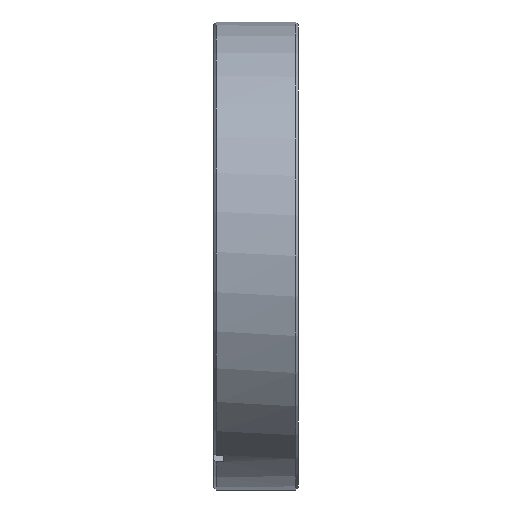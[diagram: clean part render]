
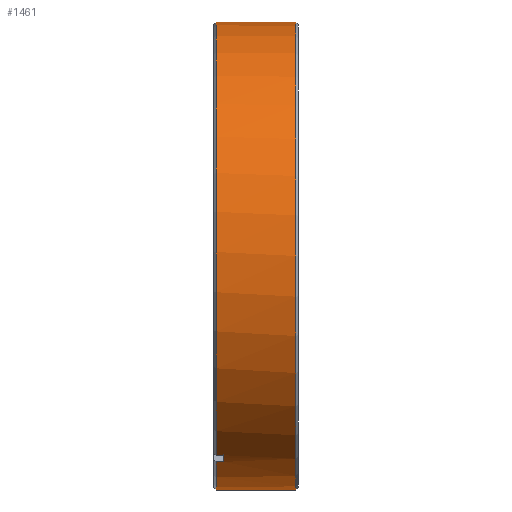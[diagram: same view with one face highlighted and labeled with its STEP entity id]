
A CAD part, left-side view. The second image highlights one B-rep face of the part: STEP entity #1461.
In plain terms, the highlighted cylindrical face has radius 35 mm (diameter 70 mm), a partial arc.
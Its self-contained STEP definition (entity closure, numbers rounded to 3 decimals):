
#68 = AXIS2_PLACEMENT_3D ( 'NONE', #910, #898, #916 ) ;
#293 = CARTESIAN_POINT ( 'NONE',  ( -18.359, 31.392, -29.799 ) ) ;
#298 = LINE ( 'NONE', #293, #599 ) ;
#302 = DIRECTION ( 'NONE',  ( 0., 1., 0. ) ) ;
#337 = CARTESIAN_POINT ( 'NONE',  ( -16.627, 31.392, -30.799 ) ) ;
#342 = LINE ( 'NONE', #337, #1294 ) ;
#343 = CARTESIAN_POINT ( 'NONE',  ( 0., 0.4, 0. ) ) ;
#344 = DIRECTION ( 'NONE',  ( 0., 1., 0. ) ) ;
#345 = DIRECTION ( 'NONE',  ( 0., 0., -1. ) ) ;
#346 = DIRECTION ( 'NONE',  ( 0., -1., 0. ) ) ;
#354 = CARTESIAN_POINT ( 'NONE',  ( 0., 11.2, 0. ) ) ;
#355 = DIRECTION ( 'NONE',  ( 0., 1., 0. ) ) ;
#356 = DIRECTION ( 'NONE',  ( 0., 0., -1. ) ) ;
#599 = VECTOR ( 'NONE', #302, 1000. ) ;
#797 = EDGE_CURVE ( 'NONE', #1506, #1508, #298, .T. ) ;
#811 = EDGE_CURVE ( 'NONE', #1551, #1550, #1293, .T. ) ;
#812 = EDGE_CURVE ( 'NONE', #1556, #1502, #342, .T. ) ;
#815 = EDGE_CURVE ( 'NONE', #1502, #1506, #1300, .T. ) ;
#826 = EDGE_CURVE ( 'NONE', #1555, #1508, #1317, .T. ) ;
#828 = EDGE_CURVE ( 'NONE', #1551, #1554, #1766, .T. ) ;
#829 = EDGE_CURVE ( 'NONE', #1550, #1555, #1765, .T. ) ;
#898 = DIRECTION ( 'NONE',  ( 0., 1., 0. ) ) ;
#910 = CARTESIAN_POINT ( 'NONE',  ( 0., 31.392, 0. ) ) ;
#913 = CYLINDRICAL_SURFACE ( 'NONE', #68, 35. ) ;
#914 = FACE_OUTER_BOUND ( 'NONE', #1127, .T. ) ;
#916 = DIRECTION ( 'NONE',  ( 0., 0., 1. ) ) ;
#1019 = CARTESIAN_POINT ( 'NONE',  ( -16.627, 11.2, -30.799 ) ) ;
#1021 = CARTESIAN_POINT ( 'NONE',  ( -18.359, 11.2, -29.799 ) ) ;
#1022 = CARTESIAN_POINT ( 'NONE',  ( -18.359, 12.3, -29.799 ) ) ;
#1064 = CARTESIAN_POINT ( 'NONE',  ( 0., 0.4, 35. ) ) ;
#1065 = CARTESIAN_POINT ( 'NONE',  ( 0., 0.4, -35. ) ) ;
#1068 = CARTESIAN_POINT ( 'NONE',  ( 0., 12.3, -35. ) ) ;
#1069 = CARTESIAN_POINT ( 'NONE',  ( 0., 12.3, 35. ) ) ;
#1070 = CARTESIAN_POINT ( 'NONE',  ( -16.627, 12.3, -30.799 ) ) ;
#1127 = EDGE_LOOP ( 'NONE', ( #1236, #1233, #1234, #1260, #1240, #1238, #1244, #1247 ) ) ;
#1233 = ORIENTED_EDGE ( 'NONE', *, *, #811, .T. ) ;
#1234 = ORIENTED_EDGE ( 'NONE', *, *, #829, .T. ) ;
#1236 = ORIENTED_EDGE ( 'NONE', *, *, #828, .F. ) ;
#1238 = ORIENTED_EDGE ( 'NONE', *, *, #815, .F. ) ;
#1240 = ORIENTED_EDGE ( 'NONE', *, *, #797, .F. ) ;
#1244 = ORIENTED_EDGE ( 'NONE', *, *, #812, .F. ) ;
#1247 = ORIENTED_EDGE ( 'NONE', *, *, #1440, .T. ) ;
#1260 = ORIENTED_EDGE ( 'NONE', *, *, #826, .T. ) ;
#1293 = CIRCLE ( 'NONE', #1297, 35. ) ;
#1294 = VECTOR ( 'NONE', #346, 1000. ) ;
#1297 = AXIS2_PLACEMENT_3D ( 'NONE', #343, #344, #345 ) ;
#1300 = CIRCLE ( 'NONE', #1303, 35. ) ;
#1303 = AXIS2_PLACEMENT_3D ( 'NONE', #354, #355, #356 ) ;
#1317 = CIRCLE ( 'NONE', #1322, 35. ) ;
#1319 = VECTOR ( 'NONE', #1770, 1000. ) ;
#1322 = AXIS2_PLACEMENT_3D ( 'NONE', #1762, #1763, #1764 ) ;
#1323 = VECTOR ( 'NONE', #1772, 1000. ) ;
#1404 = CIRCLE ( 'NONE', #1405, 35. ) ;
#1405 = AXIS2_PLACEMENT_3D ( 'NONE', #1935, #1936, #1937 ) ;
#1440 = EDGE_CURVE ( 'NONE', #1556, #1554, #1404, .T. ) ;
#1461 = ADVANCED_FACE ( 'NONE', ( #914 ), #913, .T. ) ;
#1502 = VERTEX_POINT ( 'NONE', #1019 ) ;
#1506 = VERTEX_POINT ( 'NONE', #1021 ) ;
#1508 = VERTEX_POINT ( 'NONE', #1022 ) ;
#1550 = VERTEX_POINT ( 'NONE', #1064 ) ;
#1551 = VERTEX_POINT ( 'NONE', #1065 ) ;
#1554 = VERTEX_POINT ( 'NONE', #1068 ) ;
#1555 = VERTEX_POINT ( 'NONE', #1069 ) ;
#1556 = VERTEX_POINT ( 'NONE', #1070 ) ;
#1761 = CARTESIAN_POINT ( 'NONE',  ( 0., 31.392, -35. ) ) ;
#1762 = CARTESIAN_POINT ( 'NONE',  ( 0., 12.3, 0. ) ) ;
#1763 = DIRECTION ( 'NONE',  ( 0., -1., 0. ) ) ;
#1764 = DIRECTION ( 'NONE',  ( 0., 0., 1. ) ) ;
#1765 = LINE ( 'NONE', #1771, #1323 ) ;
#1766 = LINE ( 'NONE', #1761, #1319 ) ;
#1770 = DIRECTION ( 'NONE',  ( 0., 1., 0. ) ) ;
#1771 = CARTESIAN_POINT ( 'NONE',  ( 0., 31.392, 35. ) ) ;
#1772 = DIRECTION ( 'NONE',  ( 0., 1., 0. ) ) ;
#1935 = CARTESIAN_POINT ( 'NONE',  ( 0., 12.3, 0. ) ) ;
#1936 = DIRECTION ( 'NONE',  ( 0., -1., 0. ) ) ;
#1937 = DIRECTION ( 'NONE',  ( 0., 0., 1. ) ) ;
